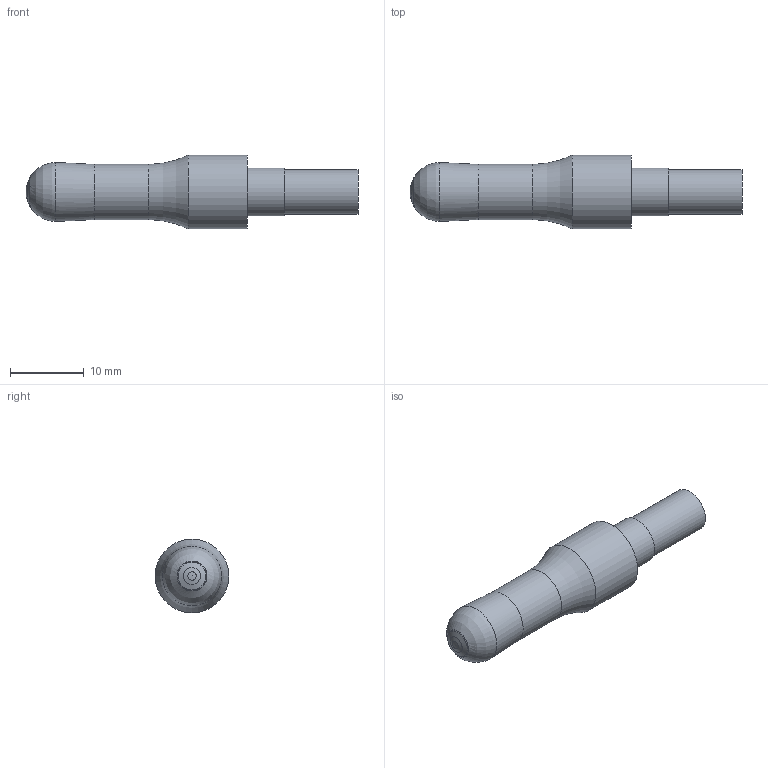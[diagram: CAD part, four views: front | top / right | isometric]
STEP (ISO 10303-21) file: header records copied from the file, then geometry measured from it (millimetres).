
FILE_DESCRIPTION(/* description */ (''),/* implementation_level */ '2;1');
FILE_NAME(/* name */ '08K2R30M06_SRC08_A_SIM.stp',/* time_stamp */ '2022-01-14T09:15:00+01:00',/* author */ (''),/* organization */ (''),/* preprocessor_version */ 'ST-DEVELOPER v16.7',/* originating_system */ 'SIEMENS PLM Software NX 12.0',/* authorisation */ '');
FILE_SCHEMA (('AUTOMOTIVE_DESIGN { 1 0 10303 214 3 1 1 1 }'));
Length unit declared in the file: millimetre
Products named in the file (1): fo3414C86DA8ouyy
Bounding box: 45 x 10 x 10 mm (x, y, z)
Volume: 2411.3 mm3; surface area: 1419.5 mm2
Topology: 2 solids, 2 shells, 17 faces, 37 edges, 24 vertices
Faces by surface type: revolution 7, plane 4, cylinder 4, sphere 1, torus 1
Full cylindrical faces by diameter (mm): 6 x1, 6.5 x1, 7.5 x1, 10 x1
Entity records: 403 total; most frequent: CARTESIAN_POINT 90, DIRECTION 57, EDGE_LOOP 30, ORIENTED_EDGE 30, FACE_BOUND 28, AXIS2_PLACEMENT_3D 24, ADVANCED_FACE 17, VERTEX_POINT 16
